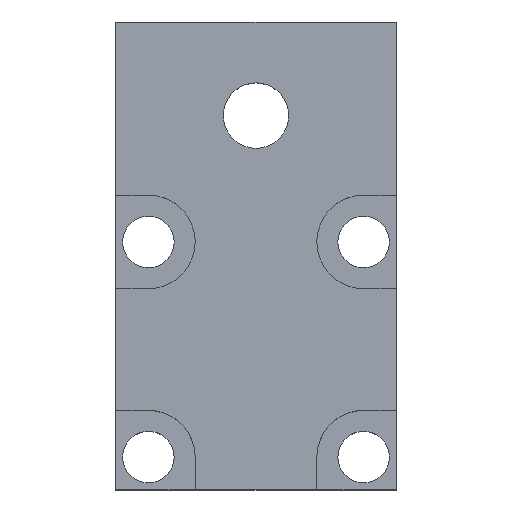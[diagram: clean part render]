
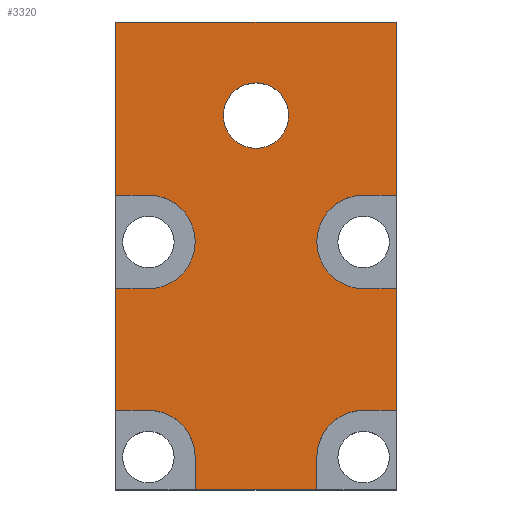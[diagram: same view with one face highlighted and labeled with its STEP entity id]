
A CAD part, top view. The second image highlights one B-rep face of the part: STEP entity #3320.
In plain terms, the highlighted planar face has unit normal (0, 0, 1).
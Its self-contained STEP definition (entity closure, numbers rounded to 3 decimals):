
#1270=CARTESIAN_POINT('',(50.,8.5,10.));
#1280=VERTEX_POINT('',#1270);
#1310=CARTESIAN_POINT('',(50.,0.,10.));
#1320=DIRECTION('',(0.,-1.,0.));
#1330=VECTOR('',#1320,1.);
#1340=LINE('',#1310,#1330);
#1350=CARTESIAN_POINT('',(50.,21.5,10.));
#1360=VERTEX_POINT('',#1350);
#1370=EDGE_CURVE('',#1360,#1280,#1340,.T.);
#1790=CARTESIAN_POINT('',(0.,0.,10.));
#1800=DIRECTION('',(0.,0.,1.));
#1810=DIRECTION('',(1.,0.,0.));
#1820=AXIS2_PLACEMENT_3D('',#1790,#1800,#1810);
#1830=PLANE('',#1820);
#1840=CARTESIAN_POINT('',(70.,30.,10.));
#1850=DIRECTION('',(-1.,0.,0.));
#1860=VECTOR('',#1850,1.);
#1870=LINE('',#1840,#1860);
#1880=CARTESIAN_POINT('',(18.5,30.,10.));
#1890=VERTEX_POINT('',#1880);
#1900=CARTESIAN_POINT('',(0.,30.,10.));
#1910=VERTEX_POINT('',#1900);
#1920=EDGE_CURVE('',#1890,#1910,#1870,.T.);
#1930=ORIENTED_EDGE('',*,*,#1920,.T.);
#1940=CARTESIAN_POINT('',(18.5,0.,10.));
#1950=DIRECTION('',(0.,1.,0.));
#1960=VECTOR('',#1950,1.);
#1970=LINE('',#1940,#1960);
#1980=CARTESIAN_POINT('',(18.5,26.5,10.));
#1990=VERTEX_POINT('',#1980);
#2000=EDGE_CURVE('',#1990,#1890,#1970,.T.);
#2010=ORIENTED_EDGE('',*,*,#2000,.T.);
#2020=CARTESIAN_POINT('',(23.5,26.5,10.));
#2030=DIRECTION('',(0.,0.,-1.));
#2040=DIRECTION('',(1.,0.,0.));
#2050=AXIS2_PLACEMENT_3D('',#2020,#2030,#2040);
#2060=CIRCLE('',#2050,5.);
#2070=CARTESIAN_POINT('',(28.5,26.5,10.));
#2080=VERTEX_POINT('',#2070);
#2090=EDGE_CURVE('',#2080,#1990,#2060,.T.);
#2100=ORIENTED_EDGE('',*,*,#2090,.T.);
#2110=CARTESIAN_POINT('',(28.5,0.,10.));
#2120=DIRECTION('',(0.,-1.,0.));
#2130=VECTOR('',#2120,1.);
#2140=LINE('',#2110,#2130);
#2150=CARTESIAN_POINT('',(28.5,30.,10.));
#2160=VERTEX_POINT('',#2150);
#2170=EDGE_CURVE('',#2160,#2080,#2140,.T.);
#2180=ORIENTED_EDGE('',*,*,#2170,.T.);
#2190=CARTESIAN_POINT('',(41.5,30.,10.));
#2200=VERTEX_POINT('',#2190);
#2210=EDGE_CURVE('',#2200,#2160,#1870,.T.);
#2220=ORIENTED_EDGE('',*,*,#2210,.T.);
#2230=CARTESIAN_POINT('',(41.5,0.,10.));
#2240=DIRECTION('',(0.,-1.,0.));
#2250=VECTOR('',#2240,1.);
#2260=LINE('',#2230,#2250);
#2270=CARTESIAN_POINT('',(41.5,26.5,10.));
#2280=VERTEX_POINT('',#2270);
#2290=EDGE_CURVE('',#2200,#2280,#2260,.T.);
#2300=ORIENTED_EDGE('',*,*,#2290,.F.);
#2310=CARTESIAN_POINT('',(46.5,26.5,10.));
#2320=DIRECTION('',(0.,0.,-1.));
#2330=DIRECTION('',(1.,0.,0.));
#2340=AXIS2_PLACEMENT_3D('',#2310,#2320,#2330);
#2350=CIRCLE('',#2340,5.);
#2360=CARTESIAN_POINT('',(46.5,21.5,10.));
#2370=VERTEX_POINT('',#2360);
#2380=EDGE_CURVE('',#2370,#2280,#2350,.T.);
#2390=ORIENTED_EDGE('',*,*,#2380,.T.);
#2400=CARTESIAN_POINT('',(0.,21.5,10.));
#2410=DIRECTION('',(-1.,0.,0.));
#2420=VECTOR('',#2410,1.);
#2430=LINE('',#2400,#2420);
#2440=EDGE_CURVE('',#1360,#2370,#2430,.T.);
#2450=ORIENTED_EDGE('',*,*,#2440,.T.);
#2460=ORIENTED_EDGE('',*,*,#1370,.F.);
#2470=CARTESIAN_POINT('',(0.,8.5,10.));
#2480=DIRECTION('',(1.,0.,0.));
#2490=VECTOR('',#2480,1.);
#2500=LINE('',#2470,#2490);
#2510=CARTESIAN_POINT('',(46.5,8.5,10.));
#2520=VERTEX_POINT('',#2510);
#2530=EDGE_CURVE('',#2520,#1280,#2500,.T.);
#2540=ORIENTED_EDGE('',*,*,#2530,.T.);
#2550=CARTESIAN_POINT('',(46.5,3.5,10.));
#2560=DIRECTION('',(0.,0.,-1.));
#2570=DIRECTION('',(1.,0.,0.));
#2580=AXIS2_PLACEMENT_3D('',#2550,#2560,#2570);
#2590=CIRCLE('',#2580,5.);
#2600=CARTESIAN_POINT('',(41.5,3.5,10.));
#2610=VERTEX_POINT('',#2600);
#2620=EDGE_CURVE('',#2610,#2520,#2590,.T.);
#2630=ORIENTED_EDGE('',*,*,#2620,.T.);
#2640=CARTESIAN_POINT('',(41.5,0.,10.));
#2650=DIRECTION('',(0.,1.,0.));
#2660=VECTOR('',#2650,1.);
#2670=LINE('',#2640,#2660);
#2680=CARTESIAN_POINT('',(41.5,0.,10.));
#2690=VERTEX_POINT('',#2680);
#2700=EDGE_CURVE('',#2690,#2610,#2670,.T.);
#2710=ORIENTED_EDGE('',*,*,#2700,.T.);
#2720=CARTESIAN_POINT('',(0.,0.,10.));
#2730=DIRECTION('',(1.,0.,0.));
#2740=VECTOR('',#2730,1.);
#2750=LINE('',#2720,#2740);
#2760=CARTESIAN_POINT('',(28.5,0.,10.));
#2770=VERTEX_POINT('',#2760);
#2780=EDGE_CURVE('',#2770,#2690,#2750,.T.);
#2790=ORIENTED_EDGE('',*,*,#2780,.T.);
#2800=CARTESIAN_POINT('',(28.5,0.,10.));
#2810=DIRECTION('',(0.,-1.,0.));
#2820=VECTOR('',#2810,1.);
#2830=LINE('',#2800,#2820);
#2840=CARTESIAN_POINT('',(28.5,3.5,10.));
#2850=VERTEX_POINT('',#2840);
#2860=EDGE_CURVE('',#2850,#2770,#2830,.T.);
#2870=ORIENTED_EDGE('',*,*,#2860,.T.);
#2880=CARTESIAN_POINT('',(23.5,3.5,10.));
#2890=DIRECTION('',(0.,0.,1.));
#2900=DIRECTION('',(1.,0.,0.));
#2910=AXIS2_PLACEMENT_3D('',#2880,#2890,#2900);
#2920=CIRCLE('',#2910,5.);
#2930=CARTESIAN_POINT('',(18.5,3.5,10.));
#2940=VERTEX_POINT('',#2930);
#2950=EDGE_CURVE('',#2850,#2940,#2920,.T.);
#2960=ORIENTED_EDGE('',*,*,#2950,.F.);
#2970=CARTESIAN_POINT('',(18.5,0.,10.));
#2980=DIRECTION('',(0.,1.,0.));
#2990=VECTOR('',#2980,1.);
#3000=LINE('',#2970,#2990);
#3010=CARTESIAN_POINT('',(18.5,0.,10.));
#3020=VERTEX_POINT('',#3010);
#3030=EDGE_CURVE('',#3020,#2940,#3000,.T.);
#3040=ORIENTED_EDGE('',*,*,#3030,.T.);
#3050=CARTESIAN_POINT('',(0.,0.,10.));
#3060=VERTEX_POINT('',#3050);
#3070=EDGE_CURVE('',#3060,#3020,#2750,.T.);
#3080=ORIENTED_EDGE('',*,*,#3070,.T.);
#3090=CARTESIAN_POINT('',(0.,30.,10.));
#3100=DIRECTION('',(0.,-1.,0.));
#3110=VECTOR('',#3100,1.);
#3120=LINE('',#3090,#3110);
#3130=EDGE_CURVE('',#1910,#3060,#3120,.T.);
#3140=ORIENTED_EDGE('',*,*,#3130,.T.);
#3150=EDGE_LOOP('',(#3140,#3080,#3040,#2960,#2870,#2790,#2710,#2630,
#2540,#2460,#2450,#2390,#2300,#2220,#2180,#2100,#2010,#1930));
#3160=FACE_OUTER_BOUND('',#3150,.T.);
#3170=CARTESIAN_POINT('',(10.,15.,10.));
#3180=DIRECTION('',(0.,0.,1.));
#3190=DIRECTION('',(1.,0.,0.));
#3200=AXIS2_PLACEMENT_3D('',#3170,#3180,#3190);
#3210=CIRCLE('',#3200,3.5);
#3220=CARTESIAN_POINT('',(13.5,15.,10.));
#3230=VERTEX_POINT('',#3220);
#3240=CARTESIAN_POINT('',(6.5,15.,10.));
#3250=VERTEX_POINT('',#3240);
#3260=EDGE_CURVE('',#3230,#3250,#3210,.T.);
#3270=ORIENTED_EDGE('',*,*,#3260,.F.);
#3280=EDGE_CURVE('',#3250,#3230,#3210,.T.);
#3290=ORIENTED_EDGE('',*,*,#3280,.F.);
#3300=EDGE_LOOP('',(#3290,#3270));
#3310=FACE_BOUND('',#3300,.T.);
#3320=ADVANCED_FACE('',(#3160,#3310),#1830,.T.);
